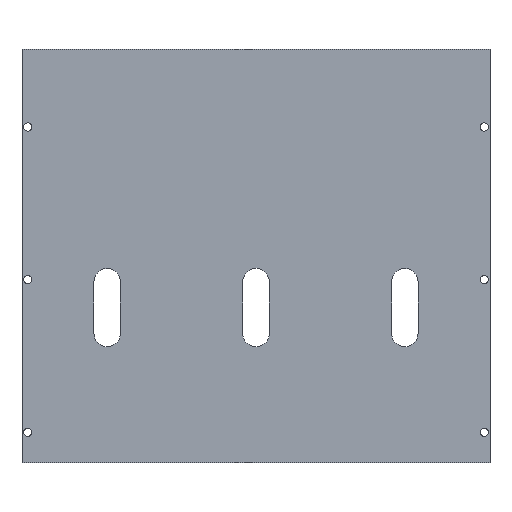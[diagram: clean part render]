
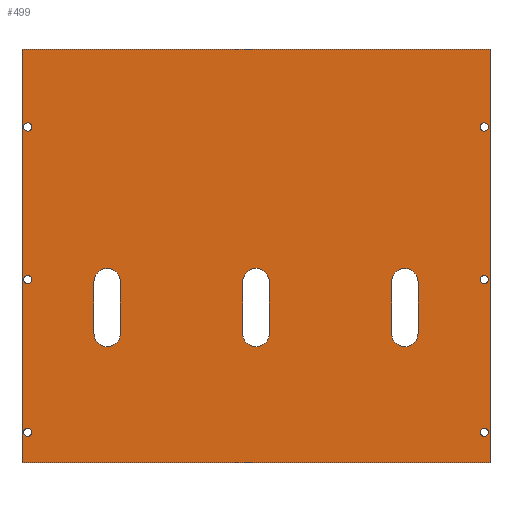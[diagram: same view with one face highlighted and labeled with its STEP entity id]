
A CAD part, top view. The second image highlights one B-rep face of the part: STEP entity #499.
In plain terms, the highlighted planar face has unit normal (0, 0, 1).
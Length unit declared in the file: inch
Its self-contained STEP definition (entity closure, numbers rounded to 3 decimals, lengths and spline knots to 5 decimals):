
#19=FACE_BOUND('',#96,.T.);
#20=FACE_BOUND('',#97,.T.);
#21=FACE_BOUND('',#98,.T.);
#22=FACE_BOUND('',#99,.T.);
#23=FACE_BOUND('',#100,.T.);
#24=FACE_BOUND('',#101,.T.);
#25=FACE_BOUND('',#102,.T.);
#26=FACE_BOUND('',#103,.T.);
#27=FACE_BOUND('',#104,.T.);
#47=PLANE('',#562);
#71=FACE_OUTER_BOUND('',#95,.T.);
#95=EDGE_LOOP('',(#421,#422,#423,#424));
#96=EDGE_LOOP('',(#425));
#97=EDGE_LOOP('',(#426));
#98=EDGE_LOOP('',(#427));
#99=EDGE_LOOP('',(#428));
#100=EDGE_LOOP('',(#429));
#101=EDGE_LOOP('',(#430));
#102=EDGE_LOOP('',(#431,#432,#433,#434));
#103=EDGE_LOOP('',(#435,#436,#437,#438));
#104=EDGE_LOOP('',(#439,#440,#441,#442));
#123=LINE('',#754,#165);
#127=LINE('',#766,#169);
#131=LINE('',#778,#173);
#135=LINE('',#790,#177);
#139=LINE('',#802,#181);
#143=LINE('',#814,#185);
#147=LINE('',#826,#189);
#150=LINE('',#832,#192);
#153=LINE('',#838,#195);
#156=LINE('',#842,#198);
#165=VECTOR('',#615,0.3937);
#169=VECTOR('',#627,0.3937);
#173=VECTOR('',#639,0.3937);
#177=VECTOR('',#651,0.3937);
#181=VECTOR('',#663,0.3937);
#185=VECTOR('',#675,0.3937);
#189=VECTOR('',#687,0.3937);
#192=VECTOR('',#692,0.3937);
#195=VECTOR('',#697,0.3937);
#198=VECTOR('',#702,0.3937);
#199=CIRCLE('',#517,0.07874);
#201=CIRCLE('',#520,0.07874);
#203=CIRCLE('',#523,0.07874);
#205=CIRCLE('',#526,0.07874);
#207=CIRCLE('',#529,0.07874);
#209=CIRCLE('',#532,0.07874);
#212=CIRCLE('',#537,0.256);
#214=CIRCLE('',#541,0.256);
#216=CIRCLE('',#545,0.256);
#218=CIRCLE('',#549,0.256);
#220=CIRCLE('',#553,0.256);
#222=CIRCLE('',#557,0.256);
#223=VERTEX_POINT('',#712);
#225=VERTEX_POINT('',#718);
#227=VERTEX_POINT('',#724);
#229=VERTEX_POINT('',#730);
#231=VERTEX_POINT('',#736);
#233=VERTEX_POINT('',#742);
#237=VERTEX_POINT('',#751);
#238=VERTEX_POINT('',#753);
#240=VERTEX_POINT('',#759);
#242=VERTEX_POINT('',#765);
#245=VERTEX_POINT('',#775);
#246=VERTEX_POINT('',#777);
#248=VERTEX_POINT('',#783);
#250=VERTEX_POINT('',#789);
#253=VERTEX_POINT('',#799);
#254=VERTEX_POINT('',#801);
#256=VERTEX_POINT('',#807);
#258=VERTEX_POINT('',#813);
#261=VERTEX_POINT('',#823);
#262=VERTEX_POINT('',#825);
#264=VERTEX_POINT('',#831);
#266=VERTEX_POINT('',#837);
#267=EDGE_CURVE('',#223,#223,#199,.T.);
#270=EDGE_CURVE('',#225,#225,#201,.T.);
#273=EDGE_CURVE('',#227,#227,#203,.T.);
#276=EDGE_CURVE('',#229,#229,#205,.T.);
#279=EDGE_CURVE('',#231,#231,#207,.T.);
#282=EDGE_CURVE('',#233,#233,#209,.T.);
#287=EDGE_CURVE('',#238,#237,#123,.T.);
#290=EDGE_CURVE('',#240,#238,#212,.T.);
#293=EDGE_CURVE('',#242,#240,#127,.T.);
#296=EDGE_CURVE('',#237,#242,#214,.T.);
#299=EDGE_CURVE('',#246,#245,#131,.T.);
#302=EDGE_CURVE('',#248,#246,#216,.T.);
#305=EDGE_CURVE('',#250,#248,#135,.T.);
#308=EDGE_CURVE('',#245,#250,#218,.T.);
#311=EDGE_CURVE('',#254,#253,#139,.T.);
#314=EDGE_CURVE('',#256,#254,#220,.T.);
#317=EDGE_CURVE('',#258,#256,#143,.T.);
#320=EDGE_CURVE('',#253,#258,#222,.T.);
#323=EDGE_CURVE('',#262,#261,#147,.T.);
#326=EDGE_CURVE('',#264,#262,#150,.T.);
#329=EDGE_CURVE('',#266,#264,#153,.T.);
#332=EDGE_CURVE('',#261,#266,#156,.T.);
#421=ORIENTED_EDGE('',*,*,#332,.T.);
#422=ORIENTED_EDGE('',*,*,#329,.T.);
#423=ORIENTED_EDGE('',*,*,#326,.T.);
#424=ORIENTED_EDGE('',*,*,#323,.T.);
#425=ORIENTED_EDGE('',*,*,#267,.T.);
#426=ORIENTED_EDGE('',*,*,#270,.T.);
#427=ORIENTED_EDGE('',*,*,#273,.T.);
#428=ORIENTED_EDGE('',*,*,#276,.T.);
#429=ORIENTED_EDGE('',*,*,#279,.T.);
#430=ORIENTED_EDGE('',*,*,#282,.T.);
#431=ORIENTED_EDGE('',*,*,#320,.T.);
#432=ORIENTED_EDGE('',*,*,#317,.T.);
#433=ORIENTED_EDGE('',*,*,#314,.T.);
#434=ORIENTED_EDGE('',*,*,#311,.T.);
#435=ORIENTED_EDGE('',*,*,#308,.T.);
#436=ORIENTED_EDGE('',*,*,#305,.T.);
#437=ORIENTED_EDGE('',*,*,#302,.T.);
#438=ORIENTED_EDGE('',*,*,#299,.T.);
#439=ORIENTED_EDGE('',*,*,#296,.T.);
#440=ORIENTED_EDGE('',*,*,#293,.T.);
#441=ORIENTED_EDGE('',*,*,#290,.T.);
#442=ORIENTED_EDGE('',*,*,#287,.T.);
#499=ADVANCED_FACE('',(#71,#19,#20,#21,#22,#23,#24,#25,#26,#27),#47,.T.);
#517=AXIS2_PLACEMENT_3D('',#713,#571,#572);
#520=AXIS2_PLACEMENT_3D('',#719,#578,#579);
#523=AXIS2_PLACEMENT_3D('',#725,#585,#586);
#526=AXIS2_PLACEMENT_3D('',#731,#592,#593);
#529=AXIS2_PLACEMENT_3D('',#737,#599,#600);
#532=AXIS2_PLACEMENT_3D('',#743,#606,#607);
#537=AXIS2_PLACEMENT_3D('',#760,#621,#622);
#541=AXIS2_PLACEMENT_3D('',#770,#633,#634);
#545=AXIS2_PLACEMENT_3D('',#784,#645,#646);
#549=AXIS2_PLACEMENT_3D('',#794,#657,#658);
#553=AXIS2_PLACEMENT_3D('',#808,#669,#670);
#557=AXIS2_PLACEMENT_3D('',#818,#681,#682);
#562=AXIS2_PLACEMENT_3D('',#843,#703,#704);
#571=DIRECTION('center_axis',(0.,0.,-1.));
#572=DIRECTION('ref_axis',(-1.,0.,0.));
#578=DIRECTION('center_axis',(0.,0.,-1.));
#579=DIRECTION('ref_axis',(-1.,0.,0.));
#585=DIRECTION('center_axis',(0.,0.,-1.));
#586=DIRECTION('ref_axis',(-1.,0.,0.));
#592=DIRECTION('center_axis',(0.,0.,-1.));
#593=DIRECTION('ref_axis',(-1.,0.,0.));
#599=DIRECTION('center_axis',(0.,0.,-1.));
#600=DIRECTION('ref_axis',(-1.,0.,0.));
#606=DIRECTION('center_axis',(0.,0.,-1.));
#607=DIRECTION('ref_axis',(-1.,0.,0.));
#615=DIRECTION('',(0.,-1.,0.));
#621=DIRECTION('center_axis',(0.,0.,-1.));
#622=DIRECTION('ref_axis',(1.,0.,0.));
#627=DIRECTION('',(0.,1.,0.));
#633=DIRECTION('center_axis',(0.,0.,-1.));
#634=DIRECTION('ref_axis',(-1.,0.,0.));
#639=DIRECTION('',(0.,-1.,0.));
#645=DIRECTION('center_axis',(0.,0.,-1.));
#646=DIRECTION('ref_axis',(1.,0.,0.));
#651=DIRECTION('',(0.,1.,0.));
#657=DIRECTION('center_axis',(0.,0.,-1.));
#658=DIRECTION('ref_axis',(-1.,0.,0.));
#663=DIRECTION('',(0.,-1.,0.));
#669=DIRECTION('center_axis',(0.,0.,-1.));
#670=DIRECTION('ref_axis',(1.,0.,0.));
#675=DIRECTION('',(0.,1.,0.));
#681=DIRECTION('center_axis',(0.,0.,-1.));
#682=DIRECTION('ref_axis',(-1.,0.,0.));
#687=DIRECTION('',(0.,1.,0.));
#692=DIRECTION('',(1.,0.,0.));
#697=DIRECTION('',(0.,-1.,0.));
#702=DIRECTION('',(-1.,0.,0.));
#703=DIRECTION('center_axis',(0.,0.,1.));
#704=DIRECTION('ref_axis',(1.,0.,0.));
#712=CARTESIAN_POINT('',(2.52677,-8.74016,0.032));
#713=CARTESIAN_POINT('Origin',(2.44803,-8.74016,0.032));
#718=CARTESIAN_POINT('',(11.35945,-8.74016,0.032));
#719=CARTESIAN_POINT('Origin',(11.28071,-8.74016,0.032));
#724=CARTESIAN_POINT('',(2.52677,-5.7874,0.032));
#725=CARTESIAN_POINT('Origin',(2.44803,-5.7874,0.032));
#730=CARTESIAN_POINT('',(11.35945,-2.83465,0.032));
#731=CARTESIAN_POINT('Origin',(11.28071,-2.83465,0.032));
#736=CARTESIAN_POINT('',(11.35945,-5.7874,0.032));
#737=CARTESIAN_POINT('Origin',(11.28071,-5.7874,0.032));
#742=CARTESIAN_POINT('',(2.52677,-2.83465,0.032));
#743=CARTESIAN_POINT('Origin',(2.44803,-2.83465,0.032));
#751=CARTESIAN_POINT('',(10.00037,-6.8308,0.032));
#753=CARTESIAN_POINT('',(10.00037,-5.82687,0.032));
#754=CARTESIAN_POINT('',(10.00037,-6.8308,0.032));
#759=CARTESIAN_POINT('',(9.48837,-5.82687,0.032));
#760=CARTESIAN_POINT('Origin',(9.74437,-5.82687,0.032));
#765=CARTESIAN_POINT('',(9.48837,-6.8308,0.032));
#766=CARTESIAN_POINT('',(9.48837,-5.82687,0.032));
#770=CARTESIAN_POINT('Origin',(9.74437,-6.8308,0.032));
#775=CARTESIAN_POINT('',(4.24037,-6.8308,0.032));
#777=CARTESIAN_POINT('',(4.24037,-5.82687,0.032));
#778=CARTESIAN_POINT('',(4.24037,-6.8308,0.032));
#783=CARTESIAN_POINT('',(3.72837,-5.82687,0.032));
#784=CARTESIAN_POINT('Origin',(3.98437,-5.82687,0.032));
#789=CARTESIAN_POINT('',(3.72837,-6.8308,0.032));
#790=CARTESIAN_POINT('',(3.72837,-5.82687,0.032));
#794=CARTESIAN_POINT('Origin',(3.98437,-6.8308,0.032));
#799=CARTESIAN_POINT('',(7.12037,-6.8308,0.032));
#801=CARTESIAN_POINT('',(7.12037,-5.82687,0.032));
#802=CARTESIAN_POINT('',(7.12037,-6.8308,0.032));
#807=CARTESIAN_POINT('',(6.60837,-5.82687,0.032));
#808=CARTESIAN_POINT('Origin',(6.86437,-5.82687,0.032));
#813=CARTESIAN_POINT('',(6.60837,-6.8308,0.032));
#814=CARTESIAN_POINT('',(6.60837,-5.82687,0.032));
#818=CARTESIAN_POINT('Origin',(6.86437,-6.8308,0.032));
#823=CARTESIAN_POINT('',(11.39193,-1.33071,0.032));
#825=CARTESIAN_POINT('',(11.39193,-9.33071,0.032));
#826=CARTESIAN_POINT('',(11.39193,-1.33071,0.032));
#831=CARTESIAN_POINT('',(2.33681,-9.33071,0.032));
#832=CARTESIAN_POINT('',(11.39193,-9.33071,0.032));
#837=CARTESIAN_POINT('',(2.33681,-1.33071,0.032));
#838=CARTESIAN_POINT('',(2.33681,-9.33071,0.032));
#842=CARTESIAN_POINT('',(2.33681,-1.33071,0.032));
#843=CARTESIAN_POINT('Origin',(6.86437,-5.33071,0.032));
